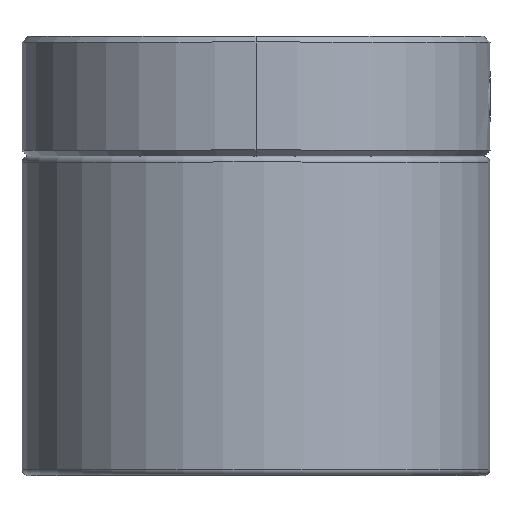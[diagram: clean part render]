
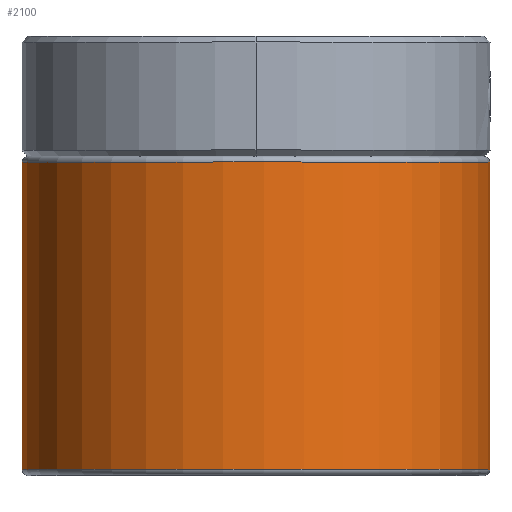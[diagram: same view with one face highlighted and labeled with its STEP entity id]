
A CAD part, top view. The second image highlights one B-rep face of the part: STEP entity #2100.
In plain terms, the highlighted cylindrical face has radius 19.5 mm (diameter 39 mm), a partial arc.
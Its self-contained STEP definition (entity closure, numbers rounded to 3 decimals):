
#68 = CIRCLE ( 'NONE', #980, 19.5 ) ;
#211 = CARTESIAN_POINT ( 'NONE',  ( -19.5, 0., 26.1 ) ) ;
#236 = VERTEX_POINT ( 'NONE', #211 ) ;
#238 = LINE ( 'NONE', #1661, #562 ) ;
#251 = EDGE_CURVE ( 'NONE', #886, #2117, #1235, .T. ) ;
#323 = CARTESIAN_POINT ( 'NONE',  ( -19.5, 0., 0.5 ) ) ;
#358 = VERTEX_POINT ( 'NONE', #478 ) ;
#380 = CARTESIAN_POINT ( 'NONE',  ( -19.5, 0., 26.6 ) ) ;
#478 = CARTESIAN_POINT ( 'NONE',  ( 19.5, 0., 26.1 ) ) ;
#562 = VECTOR ( 'NONE', #2464, 1000. ) ;
#571 = DIRECTION ( 'NONE',  ( 0., 0., -1. ) ) ;
#601 = EDGE_CURVE ( 'NONE', #236, #2117, #1905, .T. ) ;
#727 = AXIS2_PLACEMENT_3D ( 'NONE', #1968, #999, #744 ) ;
#730 = DIRECTION ( 'NONE',  ( 0., 0., -1. ) ) ;
#744 = DIRECTION ( 'NONE',  ( 1., 0., 0. ) ) ;
#765 = EDGE_CURVE ( 'NONE', #358, #886, #238, .T. ) ;
#886 = VERTEX_POINT ( 'NONE', #2511 ) ;
#917 = DIRECTION ( 'NONE',  ( -1., 0., 0. ) ) ;
#980 = AXIS2_PLACEMENT_3D ( 'NONE', #1494, #730, #2529 ) ;
#999 = DIRECTION ( 'NONE',  ( 0., 0., 1. ) ) ;
#1235 = CIRCLE ( 'NONE', #727, 19.5 ) ;
#1243 = EDGE_LOOP ( 'NONE', ( #1583, #1882, #2028, #2013 ) ) ;
#1301 = CYLINDRICAL_SURFACE ( 'NONE', #1472, 19.5 ) ;
#1472 = AXIS2_PLACEMENT_3D ( 'NONE', #1690, #2319, #917 ) ;
#1494 = CARTESIAN_POINT ( 'NONE',  ( 0., 0., 26.1 ) ) ;
#1583 = ORIENTED_EDGE ( 'NONE', *, *, #2220, .T. ) ;
#1661 = CARTESIAN_POINT ( 'NONE',  ( 19.5, 0., 26.6 ) ) ;
#1690 = CARTESIAN_POINT ( 'NONE',  ( 0., 0., 26.6 ) ) ;
#1822 = VECTOR ( 'NONE', #571, 1000. ) ;
#1882 = ORIENTED_EDGE ( 'NONE', *, *, #765, .T. ) ;
#1887 = FACE_OUTER_BOUND ( 'NONE', #1243, .T. ) ;
#1905 = LINE ( 'NONE', #380, #1822 ) ;
#1968 = CARTESIAN_POINT ( 'NONE',  ( 0., 0., 0.5 ) ) ;
#2013 = ORIENTED_EDGE ( 'NONE', *, *, #601, .F. ) ;
#2028 = ORIENTED_EDGE ( 'NONE', *, *, #251, .T. ) ;
#2100 = ADVANCED_FACE ( 'NONE', ( #1887 ), #1301, .T. ) ;
#2117 = VERTEX_POINT ( 'NONE', #323 ) ;
#2220 = EDGE_CURVE ( 'NONE', #236, #358, #68, .T. ) ;
#2319 = DIRECTION ( 'NONE',  ( 0., 0., -1. ) ) ;
#2464 = DIRECTION ( 'NONE',  ( 0., 0., -1. ) ) ;
#2511 = CARTESIAN_POINT ( 'NONE',  ( 19.5, 0., 0.5 ) ) ;
#2529 = DIRECTION ( 'NONE',  ( 1., 0., 0. ) ) ;
